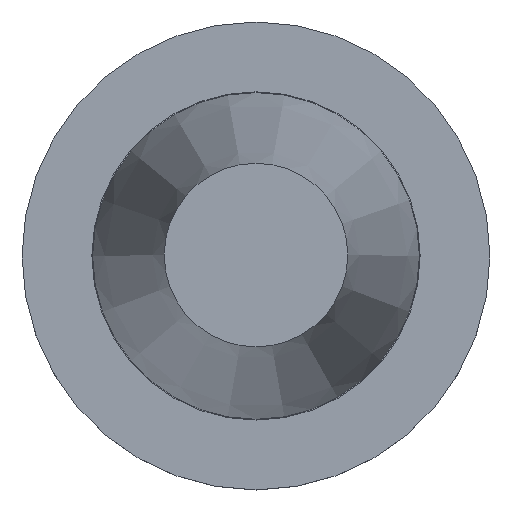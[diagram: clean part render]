
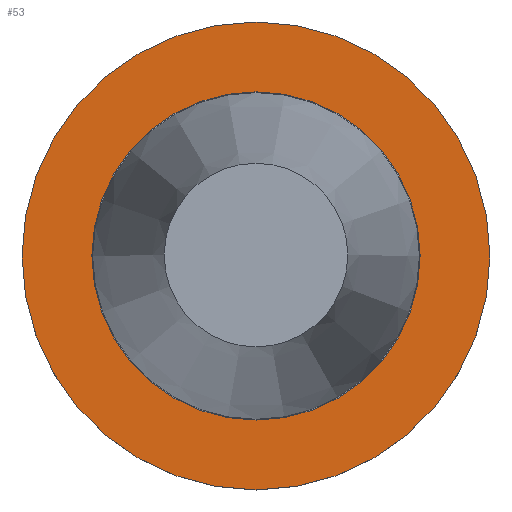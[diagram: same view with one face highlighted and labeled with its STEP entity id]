
A CAD part, top view. The second image highlights one B-rep face of the part: STEP entity #53.
In plain terms, the highlighted planar face has unit normal (0, 0, 1).
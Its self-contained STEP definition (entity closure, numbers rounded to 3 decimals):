
#32=PLANE('',#306);
#53=ADVANCED_FACE('',(#88,#89),#32,.F.);
#88=FACE_BOUND('',#132,.T.);
#89=FACE_BOUND('',#133,.T.);
#132=EDGE_LOOP('',(#178));
#133=EDGE_LOOP('',(#179));
#178=ORIENTED_EDGE('',*,*,#244,.F.);
#179=ORIENTED_EDGE('',*,*,#243,.T.);
#220=VERTEX_POINT('',#455);
#221=VERTEX_POINT('',#458);
#243=EDGE_CURVE('',#220,#220,#266,.T.);
#244=EDGE_CURVE('',#221,#221,#267,.T.);
#266=CIRCLE('',#303,54.35);
#267=CIRCLE('',#305,77.475);
#303=AXIS2_PLACEMENT_3D('',#454,#361,#362);
#305=AXIS2_PLACEMENT_3D('',#457,#365,#366);
#306=AXIS2_PLACEMENT_3D('',#459,#367,#368);
#361=DIRECTION('',(0.0,0.0,-1.0));
#362=DIRECTION('',(-1.0,0.0,0.0));
#365=DIRECTION('',(0.0,0.0,-1.0));
#366=DIRECTION('',(-1.0,0.0,0.0));
#367=DIRECTION('',(0.0,0.0,-1.0));
#368=DIRECTION('',(-1.0,0.0,0.0));
#454=CARTESIAN_POINT('',(0.0,0.,-3.2));
#455=CARTESIAN_POINT('',(-54.35,0.,-3.2));
#457=CARTESIAN_POINT('',(0.0,0.,-3.2));
#458=CARTESIAN_POINT('',(-77.475,0.,-3.2));
#459=CARTESIAN_POINT('',(0.0,-54.35,-3.2));
